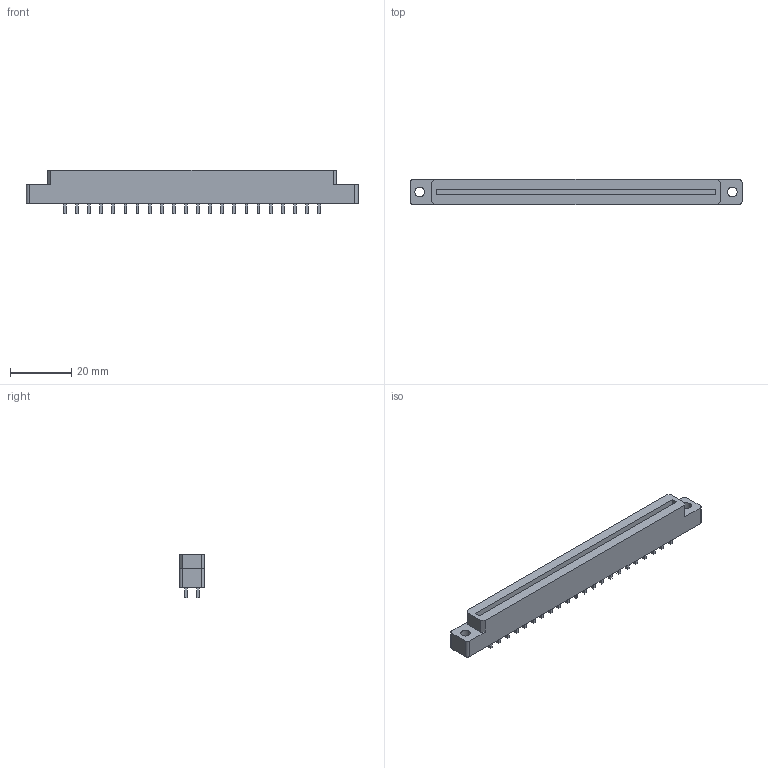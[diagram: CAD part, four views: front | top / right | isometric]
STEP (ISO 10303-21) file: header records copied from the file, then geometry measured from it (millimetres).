
FILE_DESCRIPTION(/* description */ ('','CAx-IF Rec.Pracs.---Representation and Presentation of Product Manufacturing Information (PMI)---4.0---2014-10-13'),/* implementation_level */ '2;1');
FILE_NAME(/* name */ 'Conn44P v1.step',/* time_stamp */ '2025-01-19T14:32:35-06:00',/* author */ (''),/* organization */ (''),/* preprocessor_version */ 'ST-DEVELOPER v20',/* originating_system */ 'Autodesk Translation Framework v13.20.0.188',/* authorisation */ '');
FILE_SCHEMA (('AP242_MANAGED_MODEL_BASED_3D_ENGINEERING_MIM_LF { 1 0 10303 442 1 1 4 }'));
Length unit declared in the file: millimetre
Products named in the file (1): Conn44P
Bounding box: 108.66 x 8.26 x 14.12 mm (x, y, z)
Volume: 8095.4 mm3; surface area: 7700.4 mm2
Topology: 46 solids, 46 shells, 294 faces, 606 edges, 404 vertices
Faces by surface type: plane 288, cylinder 6
Full cylindrical faces by diameter (mm): 3.175 x2
Entity records: 7616 total; most frequent: CARTESIAN_POINT 1305, ORIENTED_EDGE 1212, DIRECTION 1208, EDGE_CURVE 606, LINE 594, VECTOR 594, VERTEX_POINT 404, AXIS2_PLACEMENT_3D 307
